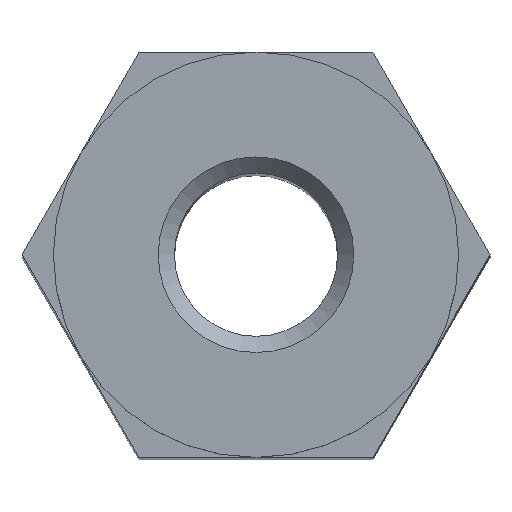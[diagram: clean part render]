
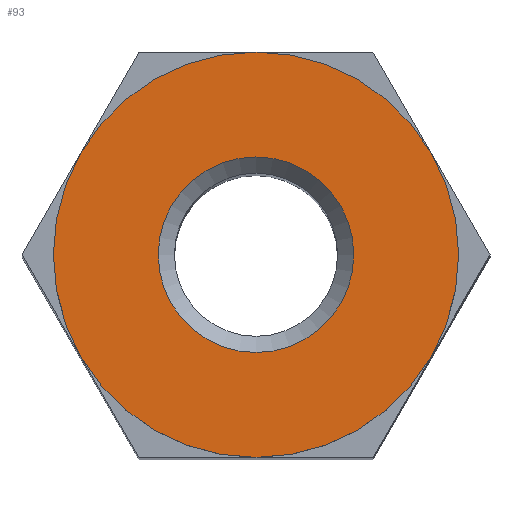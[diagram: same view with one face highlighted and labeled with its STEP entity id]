
A CAD part, top view. The second image highlights one B-rep face of the part: STEP entity #93.
In plain terms, the highlighted planar face has unit normal (0, 0, 1).
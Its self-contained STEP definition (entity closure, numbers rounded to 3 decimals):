
#93 = ADVANCED_FACE( '', ( #188, #189 ), #190, .T. );
#188 = FACE_BOUND( '', #277, .T. );
#189 = FACE_OUTER_BOUND( '', #278, .T. );
#190 = PLANE( '', #279 );
#277 = EDGE_LOOP( '', ( #464 ) );
#278 = EDGE_LOOP( '', ( #465 ) );
#279 = AXIS2_PLACEMENT_3D( '', #466, #467, #468 );
#464 = ORIENTED_EDGE( '', *, *, #529, .T. );
#465 = ORIENTED_EDGE( '', *, *, #536, .T. );
#466 = CARTESIAN_POINT( '', ( 0., 0., 9. ) );
#467 = DIRECTION( '', ( 0., 0., 1. ) );
#468 = DIRECTION( '', ( 1., 0., 0. ) );
#529 = EDGE_CURVE( '', #629, #629, #630, .T. );
#536 = EDGE_CURVE( '', #637, #637, #638, .T. );
#629 = VERTEX_POINT( '', #757 );
#630 = CIRCLE( '', #758, 1.207 );
#637 = VERTEX_POINT( '', #767 );
#638 = CIRCLE( '', #768, 2.5 );
#757 = CARTESIAN_POINT( '', ( 1.207, 0., 9. ) );
#758 = AXIS2_PLACEMENT_3D( '', #850, #851, #852 );
#767 = CARTESIAN_POINT( '', ( 2.5, 0., 9. ) );
#768 = AXIS2_PLACEMENT_3D( '', #858, #859, #860 );
#850 = CARTESIAN_POINT( '', ( 0., 0., 9. ) );
#851 = DIRECTION( '', ( 0., 0., -1. ) );
#852 = DIRECTION( '', ( 1., 0., 0. ) );
#858 = CARTESIAN_POINT( '', ( 0., 0., 9. ) );
#859 = DIRECTION( '', ( 0., 0., 1. ) );
#860 = DIRECTION( '', ( 1., 0., 0. ) );
